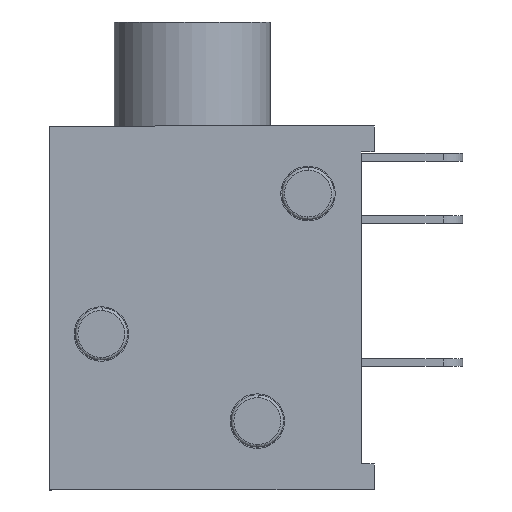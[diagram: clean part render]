
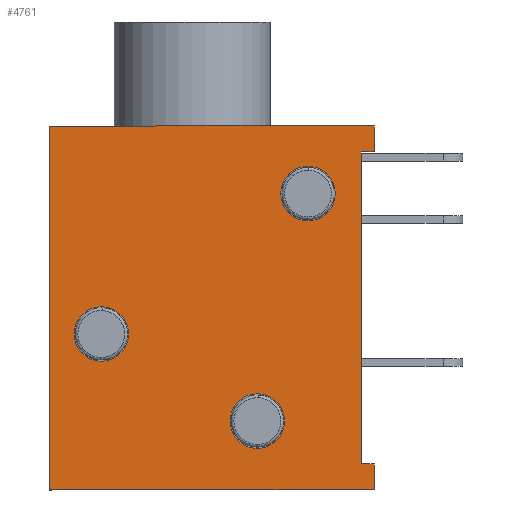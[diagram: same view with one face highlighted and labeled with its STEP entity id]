
A CAD part, left-side view. The second image highlights one B-rep face of the part: STEP entity #4761.
In plain terms, the highlighted planar face has unit normal (-1, 0, 0).
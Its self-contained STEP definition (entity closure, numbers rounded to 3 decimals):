
#61 = DIRECTION ( 'NONE',  ( -1., 0., 0. ) ) ;
#64 = CARTESIAN_POINT ( 'NONE',  ( -4.895, -0.097, -10.953 ) ) ;
#86 = AXIS2_PLACEMENT_3D ( 'NONE', #930, #61, #1334 ) ;
#180 = VECTOR ( 'NONE', #3485, 1000. ) ;
#185 = EDGE_CURVE ( 'NONE', #2080, #867, #2967, .T. ) ;
#190 = VERTEX_POINT ( 'NONE', #3490 ) ;
#191 = ORIENTED_EDGE ( 'NONE', *, *, #226, .F. ) ;
#201 = CARTESIAN_POINT ( 'NONE',  ( -4.895, -4.197, -15.953 ) ) ;
#226 = EDGE_CURVE ( 'NONE', #3955, #470, #3330, .T. ) ;
#269 = CIRCLE ( 'NONE', #701, 1.05 ) ;
#270 = CARTESIAN_POINT ( 'NONE',  ( -4.895, -3.997, -14.303 ) ) ;
#290 = EDGE_LOOP ( 'NONE', ( #293, #3033 ) ) ;
#293 = ORIENTED_EDGE ( 'NONE', *, *, #4618, .F. ) ;
#392 = AXIS2_PLACEMENT_3D ( 'NONE', #1878, #4782, #4342 ) ;
#437 = AXIS2_PLACEMENT_3D ( 'NONE', #5214, #1486, #4806 ) ;
#470 = VERTEX_POINT ( 'NONE', #1883 ) ;
#488 = CARTESIAN_POINT ( 'NONE',  ( -4.895, -9.547, -16.453 ) ) ;
#584 = LINE ( 'NONE', #201, #2515 ) ;
#589 = VERTEX_POINT ( 'NONE', #3804 ) ;
#637 = CARTESIAN_POINT ( 'NONE',  ( -4.895, 2.953, -9.953 ) ) ;
#659 = FACE_OUTER_BOUND ( 'NONE', #4121, .T. ) ;
#701 = AXIS2_PLACEMENT_3D ( 'NONE', #2340, #2367, #4833 ) ;
#768 = CARTESIAN_POINT ( 'NONE',  ( -4.895, -9.547, -2.953 ) ) ;
#773 = CIRCLE ( 'NONE', #3815, 1.05 ) ;
#837 = EDGE_LOOP ( 'NONE', ( #3158, #5274 ) ) ;
#858 = ORIENTED_EDGE ( 'NONE', *, *, #3434, .F. ) ;
#867 = VERTEX_POINT ( 'NONE', #5316 ) ;
#900 = CARTESIAN_POINT ( 'NONE',  ( -4.895, -5.047, -14.303 ) ) ;
#930 = CARTESIAN_POINT ( 'NONE',  ( -4.895, -6.997, -5.553 ) ) ;
#959 = DIRECTION ( 'NONE',  ( -1., 0., 0. ) ) ;
#992 = DIRECTION ( 'NONE',  ( 0., 0., -1. ) ) ;
#1010 = CARTESIAN_POINT ( 'NONE',  ( -4.895, -9.547, -3.453 ) ) ;
#1029 = VECTOR ( 'NONE', #2949, 1000. ) ;
#1036 = CARTESIAN_POINT ( 'NONE',  ( -4.895, -3.297, -3.953 ) ) ;
#1058 = FACE_BOUND ( 'NONE', #290, .T. ) ;
#1096 = ORIENTED_EDGE ( 'NONE', *, *, #3422, .F. ) ;
#1334 = DIRECTION ( 'NONE',  ( 0., -1., 0. ) ) ;
#1439 = DIRECTION ( 'NONE',  ( 0., 1., 0. ) ) ;
#1486 = DIRECTION ( 'NONE',  ( -1., 0., 0. ) ) ;
#1722 = CARTESIAN_POINT ( 'NONE',  ( -4.895, -5.047, -14.303 ) ) ;
#1753 = CARTESIAN_POINT ( 'NONE',  ( -4.895, 2.953, -16.953 ) ) ;
#1774 = VERTEX_POINT ( 'NONE', #3594 ) ;
#1778 = DIRECTION ( 'NONE',  ( -1., 0., 0. ) ) ;
#1783 = VERTEX_POINT ( 'NONE', #64 ) ;
#1802 = EDGE_CURVE ( 'NONE', #3704, #3684, #4596, .T. ) ;
#1819 = ORIENTED_EDGE ( 'NONE', *, *, #5020, .T. ) ;
#1827 = LINE ( 'NONE', #1036, #2770 ) ;
#1878 = CARTESIAN_POINT ( 'NONE',  ( -4.895, 0.953, -10.953 ) ) ;
#1883 = CARTESIAN_POINT ( 'NONE',  ( -4.895, -9.047, -15.953 ) ) ;
#1988 = EDGE_CURVE ( 'NONE', #589, #1783, #3683, .T. ) ;
#2080 = VERTEX_POINT ( 'NONE', #5370 ) ;
#2168 = VECTOR ( 'NONE', #5134, 1000. ) ;
#2238 = DIRECTION ( 'NONE',  ( 0., -1., 0. ) ) ;
#2266 = VECTOR ( 'NONE', #2465, 1000. ) ;
#2316 = PLANE ( 'NONE',  #437 ) ;
#2340 = CARTESIAN_POINT ( 'NONE',  ( -4.895, 0.953, -10.953 ) ) ;
#2367 = DIRECTION ( 'NONE',  ( 1., 0., 0. ) ) ;
#2465 = DIRECTION ( 'NONE',  ( 0., 0., 1. ) ) ;
#2492 = LINE ( 'NONE', #488, #2266 ) ;
#2515 = VECTOR ( 'NONE', #1439, 1000. ) ;
#2556 = DIRECTION ( 'NONE',  ( -1., 0., 0. ) ) ;
#2623 = EDGE_CURVE ( 'NONE', #3898, #3684, #3005, .T. ) ;
#2692 = LINE ( 'NONE', #3533, #180 ) ;
#2721 = FACE_BOUND ( 'NONE', #837, .T. ) ;
#2770 = VECTOR ( 'NONE', #3126, 1000. ) ;
#2795 = VECTOR ( 'NONE', #992, 1000. ) ;
#2949 = DIRECTION ( 'NONE',  ( 0., -1., 0. ) ) ;
#2967 = CIRCLE ( 'NONE', #3316, 1.05 ) ;
#2980 = CARTESIAN_POINT ( 'NONE',  ( -4.895, -3.297, -2.953 ) ) ;
#2995 = DIRECTION ( 'NONE',  ( 0., -1., 0. ) ) ;
#3002 = ORIENTED_EDGE ( 'NONE', *, *, #1802, .T. ) ;
#3005 = LINE ( 'NONE', #2980, #1029 ) ;
#3033 = ORIENTED_EDGE ( 'NONE', *, *, #4223, .F. ) ;
#3087 = CARTESIAN_POINT ( 'NONE',  ( -4.895, -9.547, -3.953 ) ) ;
#3126 = DIRECTION ( 'NONE',  ( 0., 1., 0. ) ) ;
#3158 = ORIENTED_EDGE ( 'NONE', *, *, #4181, .F. ) ;
#3287 = CIRCLE ( 'NONE', #86, 1.05 ) ;
#3316 = AXIS2_PLACEMENT_3D ( 'NONE', #5239, #959, #2238 ) ;
#3330 = LINE ( 'NONE', #4568, #2795 ) ;
#3421 = VERTEX_POINT ( 'NONE', #4730 ) ;
#3422 = EDGE_CURVE ( 'NONE', #3704, #3955, #1827, .T. ) ;
#3434 = EDGE_CURVE ( 'NONE', #4139, #3898, #3560, .T. ) ;
#3478 = ORIENTED_EDGE ( 'NONE', *, *, #4392, .T. ) ;
#3485 = DIRECTION ( 'NONE',  ( 0., 1., 0. ) ) ;
#3490 = CARTESIAN_POINT ( 'NONE',  ( -4.895, -9.547, -15.953 ) ) ;
#3514 = DIRECTION ( 'NONE',  ( 0., 0., 1. ) ) ;
#3518 = CARTESIAN_POINT ( 'NONE',  ( -4.895, -9.047, -3.953 ) ) ;
#3524 = VECTOR ( 'NONE', #3514, 1000. ) ;
#3533 = CARTESIAN_POINT ( 'NONE',  ( -4.895, -3.297, -16.953 ) ) ;
#3560 = LINE ( 'NONE', #637, #2168 ) ;
#3594 = CARTESIAN_POINT ( 'NONE',  ( -4.895, -9.547, -16.953 ) ) ;
#3683 = CIRCLE ( 'NONE', #392, 1.05 ) ;
#3684 = VERTEX_POINT ( 'NONE', #768 ) ;
#3704 = VERTEX_POINT ( 'NONE', #3087 ) ;
#3804 = CARTESIAN_POINT ( 'NONE',  ( -4.895, 2.003, -10.953 ) ) ;
#3815 = AXIS2_PLACEMENT_3D ( 'NONE', #1722, #1778, #2995 ) ;
#3820 = AXIS2_PLACEMENT_3D ( 'NONE', #900, #2556, #4211 ) ;
#3898 = VERTEX_POINT ( 'NONE', #4533 ) ;
#3942 = FACE_BOUND ( 'NONE', #5155, .T. ) ;
#3955 = VERTEX_POINT ( 'NONE', #3518 ) ;
#4121 = EDGE_LOOP ( 'NONE', ( #1819, #3478, #191, #1096, #3002, #5044, #858, #4804 ) ) ;
#4139 = VERTEX_POINT ( 'NONE', #1753 ) ;
#4181 = EDGE_CURVE ( 'NONE', #867, #2080, #3287, .T. ) ;
#4211 = DIRECTION ( 'NONE',  ( 0., -1., 0. ) ) ;
#4221 = ORIENTED_EDGE ( 'NONE', *, *, #1988, .T. ) ;
#4223 = EDGE_CURVE ( 'NONE', #4832, #3421, #773, .T. ) ;
#4342 = DIRECTION ( 'NONE',  ( 0., -1., 0. ) ) ;
#4392 = EDGE_CURVE ( 'NONE', #190, #470, #584, .T. ) ;
#4533 = CARTESIAN_POINT ( 'NONE',  ( -4.895, 2.953, -2.953 ) ) ;
#4568 = CARTESIAN_POINT ( 'NONE',  ( -4.895, -9.047, -9.953 ) ) ;
#4596 = LINE ( 'NONE', #1010, #3524 ) ;
#4618 = EDGE_CURVE ( 'NONE', #3421, #4832, #4771, .T. ) ;
#4685 = ORIENTED_EDGE ( 'NONE', *, *, #4825, .T. ) ;
#4713 = EDGE_CURVE ( 'NONE', #1774, #4139, #2692, .T. ) ;
#4730 = CARTESIAN_POINT ( 'NONE',  ( -4.895, -6.097, -14.303 ) ) ;
#4761 = ADVANCED_FACE ( 'NONE', ( #3942, #1058, #2721, #659 ), #2316, .T. ) ;
#4771 = CIRCLE ( 'NONE', #3820, 1.05 ) ;
#4782 = DIRECTION ( 'NONE',  ( 1., 0., 0. ) ) ;
#4804 = ORIENTED_EDGE ( 'NONE', *, *, #4713, .F. ) ;
#4806 = DIRECTION ( 'NONE',  ( 0., 0., 1. ) ) ;
#4825 = EDGE_CURVE ( 'NONE', #1783, #589, #269, .T. ) ;
#4832 = VERTEX_POINT ( 'NONE', #270 ) ;
#4833 = DIRECTION ( 'NONE',  ( 0., -1., 0. ) ) ;
#5020 = EDGE_CURVE ( 'NONE', #1774, #190, #2492, .T. ) ;
#5044 = ORIENTED_EDGE ( 'NONE', *, *, #2623, .F. ) ;
#5134 = DIRECTION ( 'NONE',  ( 0., 0., 1. ) ) ;
#5155 = EDGE_LOOP ( 'NONE', ( #4685, #4221 ) ) ;
#5214 = CARTESIAN_POINT ( 'NONE',  ( -4.895, -9.797, -17.233 ) ) ;
#5239 = CARTESIAN_POINT ( 'NONE',  ( -4.895, -6.997, -5.553 ) ) ;
#5274 = ORIENTED_EDGE ( 'NONE', *, *, #185, .F. ) ;
#5316 = CARTESIAN_POINT ( 'NONE',  ( -4.895, -8.047, -5.553 ) ) ;
#5370 = CARTESIAN_POINT ( 'NONE',  ( -4.895, -5.947, -5.553 ) ) ;
